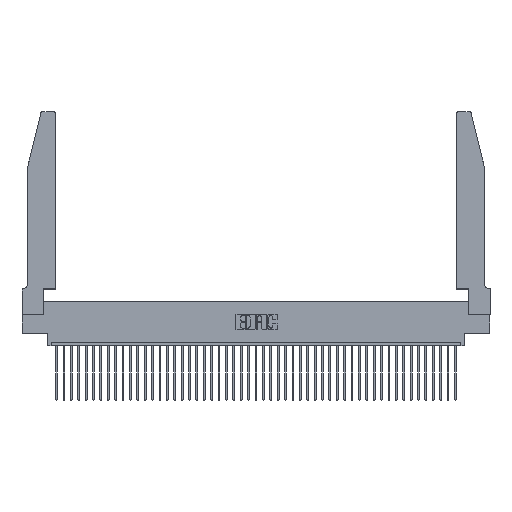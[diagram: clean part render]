
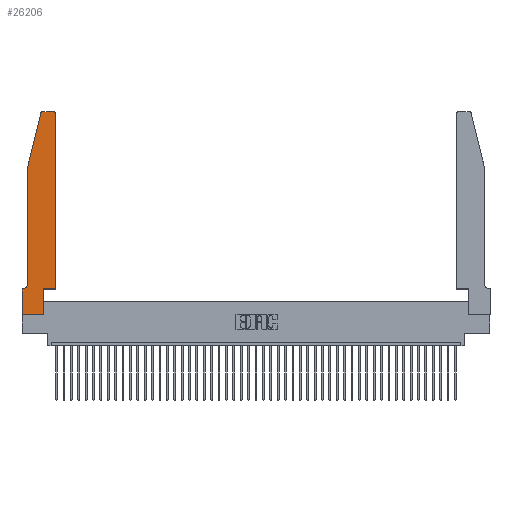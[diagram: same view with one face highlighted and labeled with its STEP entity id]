
A CAD part, top view. The second image highlights one B-rep face of the part: STEP entity #26206.
In plain terms, the highlighted planar face has unit normal (0, 0, 1).
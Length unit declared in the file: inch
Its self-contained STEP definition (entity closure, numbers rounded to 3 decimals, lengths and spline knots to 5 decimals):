
#196 = LINE ( 'NONE', #5646, #35805 ) ;
#208 = CIRCLE ( 'NONE', #23555, 0.03 ) ;
#1270 = EDGE_LOOP ( 'NONE', ( #8392, #3665, #30407, #15599, #36835, #39204, #43627, #6986, #42658, #23749, #17240, #2961 ) ) ;
#1388 = VECTOR ( 'NONE', #25477, 39.37008 ) ;
#2961 = ORIENTED_EDGE ( 'NONE', *, *, #15283, .T. ) ;
#3449 = CARTESIAN_POINT ( 'NONE',  ( 0.0755, 0.35, 0.37 ) ) ;
#3665 = ORIENTED_EDGE ( 'NONE', *, *, #32504, .T. ) ;
#3669 = CARTESIAN_POINT ( 'NONE',  ( 0., 0., 0.37 ) ) ;
#3683 = EDGE_CURVE ( 'NONE', #32596, #31172, #15437, .T. ) ;
#3907 = VERTEX_POINT ( 'NONE', #3669 ) ;
#4586 = VERTEX_POINT ( 'NONE', #44477 ) ;
#5646 = CARTESIAN_POINT ( 'NONE',  ( 0.0755, 2., 0.37 ) ) ;
#6276 = VECTOR ( 'NONE', #10249, 39.37008 ) ;
#6442 = EDGE_CURVE ( 'NONE', #40248, #25201, #25913, .T. ) ;
#6603 = DIRECTION ( 'NONE',  ( -1., 0., 0. ) ) ;
#6844 = VECTOR ( 'NONE', #7401, 39.37008 ) ;
#6886 = VECTOR ( 'NONE', #11141, 39.37008 ) ;
#6986 = ORIENTED_EDGE ( 'NONE', *, *, #15738, .T. ) ;
#7395 = EDGE_CURVE ( 'NONE', #38989, #9751, #22033, .T. ) ;
#7401 = DIRECTION ( 'NONE',  ( 0., -1., 0. ) ) ;
#7639 = CARTESIAN_POINT ( 'NONE',  ( 0.4505, 0.35, 0.37 ) ) ;
#7669 = LINE ( 'NONE', #16884, #23377 ) ;
#7941 = DIRECTION ( 'NONE',  ( 1., 0., 0. ) ) ;
#8392 = ORIENTED_EDGE ( 'NONE', *, *, #3683, .T. ) ;
#9562 = CARTESIAN_POINT ( 'NONE',  ( 0.25487, 2.72718, 0.37 ) ) ;
#9751 = VERTEX_POINT ( 'NONE', #13070 ) ;
#10249 = DIRECTION ( 'NONE',  ( -1., 0., 0. ) ) ;
#10330 = CARTESIAN_POINT ( 'NONE',  ( 0.4505, 2.72, 0.37 ) ) ;
#10551 = LINE ( 'NONE', #3449, #27838 ) ;
#10692 = CARTESIAN_POINT ( 'NONE',  ( 0., 0.35, 0.37 ) ) ;
#11141 = DIRECTION ( 'NONE',  ( 0., 1., 0. ) ) ;
#11775 = AXIS2_PLACEMENT_3D ( 'NONE', #27703, #34750, #29804 ) ;
#12450 = VECTOR ( 'NONE', #28060, 39.37008 ) ;
#12570 = LINE ( 'NONE', #36380, #25524 ) ;
#12751 = EDGE_CURVE ( 'NONE', #44538, #3907, #32805, .T. ) ;
#13070 = CARTESIAN_POINT ( 'NONE',  ( 0.2865, 0.35, 0.37 ) ) ;
#15283 = EDGE_CURVE ( 'NONE', #20340, #32596, #208, .T. ) ;
#15437 = LINE ( 'NONE', #23988, #6276 ) ;
#15599 = ORIENTED_EDGE ( 'NONE', *, *, #31202, .T. ) ;
#15738 = EDGE_CURVE ( 'NONE', #3907, #38989, #12570, .T. ) ;
#16018 = CARTESIAN_POINT ( 'NONE',  ( 0.284, 2.72, 0.37 ) ) ;
#16884 = CARTESIAN_POINT ( 'NONE',  ( 0.0755, 2., 0.37 ) ) ;
#17240 = ORIENTED_EDGE ( 'NONE', *, *, #25432, .T. ) ;
#18190 = AXIS2_PLACEMENT_3D ( 'NONE', #30030, #22921, #33916 ) ;
#19048 = VERTEX_POINT ( 'NONE', #22722 ) ;
#19548 = EDGE_CURVE ( 'NONE', #25201, #44538, #10551, .T. ) ;
#20340 = VERTEX_POINT ( 'NONE', #10330 ) ;
#21023 = CARTESIAN_POINT ( 'NONE',  ( 0., 0., 0.37 ) ) ;
#21665 = LINE ( 'NONE', #7639, #12450 ) ;
#21858 = VERTEX_POINT ( 'NONE', #9562 ) ;
#22033 = LINE ( 'NONE', #28343, #6886 ) ;
#22722 = CARTESIAN_POINT ( 'NONE',  ( 0.4505, 0.35, 0.37 ) ) ;
#22921 = DIRECTION ( 'NONE',  ( 0., 0., 1. ) ) ;
#23377 = VECTOR ( 'NONE', #26892, 39.37008 ) ;
#23555 = AXIS2_PLACEMENT_3D ( 'NONE', #38824, #39262, #7941 ) ;
#23749 = ORIENTED_EDGE ( 'NONE', *, *, #29201, .T. ) ;
#23988 = CARTESIAN_POINT ( 'NONE',  ( 0.2605, 2.75, 0.37 ) ) ;
#24315 = EDGE_CURVE ( 'NONE', #21858, #4586, #7669, .T. ) ;
#25201 = VERTEX_POINT ( 'NONE', #25223 ) ;
#25223 = CARTESIAN_POINT ( 'NONE',  ( 0.0055, 0.35, 0.37 ) ) ;
#25432 = EDGE_CURVE ( 'NONE', #19048, #20340, #21665, .T. ) ;
#25477 = DIRECTION ( 'NONE',  ( 1., 0., 0. ) ) ;
#25524 = VECTOR ( 'NONE', #29039, 39.37008 ) ;
#25913 = CIRCLE ( 'NONE', #11775, 0.07 ) ;
#26206 = ADVANCED_FACE ( 'NONE', ( #35621 ), #33038, .T. ) ;
#26892 = DIRECTION ( 'NONE',  ( -0.239, -0.971, 0. ) ) ;
#27703 = CARTESIAN_POINT ( 'NONE',  ( 0.0055, 0.42, 0.37 ) ) ;
#27838 = VECTOR ( 'NONE', #6603, 39.37008 ) ;
#28060 = DIRECTION ( 'NONE',  ( 0., 1., 0. ) ) ;
#28343 = CARTESIAN_POINT ( 'NONE',  ( 0.2865, 0.35, 0.37 ) ) ;
#29039 = DIRECTION ( 'NONE',  ( 1., 0., 0. ) ) ;
#29201 = EDGE_CURVE ( 'NONE', #9751, #19048, #29438, .T. ) ;
#29438 = LINE ( 'NONE', #35669, #1388 ) ;
#29793 = DIRECTION ( 'NONE',  ( 0., -1., 0. ) ) ;
#29800 = DIRECTION ( 'NONE',  ( 0., 0., 1. ) ) ;
#29804 = DIRECTION ( 'NONE',  ( -1., 0., 0. ) ) ;
#30030 = CARTESIAN_POINT ( 'NONE',  ( 0., 0.35, 0.37 ) ) ;
#30407 = ORIENTED_EDGE ( 'NONE', *, *, #24315, .T. ) ;
#31172 = VERTEX_POINT ( 'NONE', #39945 ) ;
#31202 = EDGE_CURVE ( 'NONE', #4586, #40248, #196, .T. ) ;
#32504 = EDGE_CURVE ( 'NONE', #31172, #21858, #41005, .T. ) ;
#32596 = VERTEX_POINT ( 'NONE', #39653 ) ;
#32805 = LINE ( 'NONE', #21023, #6844 ) ;
#33038 = PLANE ( 'NONE',  #18190 ) ;
#33403 = DIRECTION ( 'NONE',  ( 1., 0., 0. ) ) ;
#33916 = DIRECTION ( 'NONE',  ( 1., 0., 0. ) ) ;
#34750 = DIRECTION ( 'NONE',  ( 0., 0., -1. ) ) ;
#35621 = FACE_OUTER_BOUND ( 'NONE', #1270, .T. ) ;
#35669 = CARTESIAN_POINT ( 'NONE',  ( 0.4505, 0.35, 0.37 ) ) ;
#35805 = VECTOR ( 'NONE', #29793, 39.37008 ) ;
#36184 = AXIS2_PLACEMENT_3D ( 'NONE', #16018, #29800, #33403 ) ;
#36380 = CARTESIAN_POINT ( 'NONE',  ( 0., 0., 0.37 ) ) ;
#36835 = ORIENTED_EDGE ( 'NONE', *, *, #6442, .T. ) ;
#37673 = CARTESIAN_POINT ( 'NONE',  ( 0.0755, 0.42, 0.37 ) ) ;
#38824 = CARTESIAN_POINT ( 'NONE',  ( 0.4205, 2.72, 0.37 ) ) ;
#38989 = VERTEX_POINT ( 'NONE', #40598 ) ;
#39204 = ORIENTED_EDGE ( 'NONE', *, *, #19548, .T. ) ;
#39262 = DIRECTION ( 'NONE',  ( 0., 0., 1. ) ) ;
#39653 = CARTESIAN_POINT ( 'NONE',  ( 0.4205, 2.75, 0.37 ) ) ;
#39945 = CARTESIAN_POINT ( 'NONE',  ( 0.284, 2.75, 0.37 ) ) ;
#40248 = VERTEX_POINT ( 'NONE', #37673 ) ;
#40598 = CARTESIAN_POINT ( 'NONE',  ( 0.2865, 0., 0.37 ) ) ;
#41005 = CIRCLE ( 'NONE', #36184, 0.03 ) ;
#42658 = ORIENTED_EDGE ( 'NONE', *, *, #7395, .T. ) ;
#43627 = ORIENTED_EDGE ( 'NONE', *, *, #12751, .T. ) ;
#44477 = CARTESIAN_POINT ( 'NONE',  ( 0.0755, 2., 0.37 ) ) ;
#44538 = VERTEX_POINT ( 'NONE', #10692 ) ;
